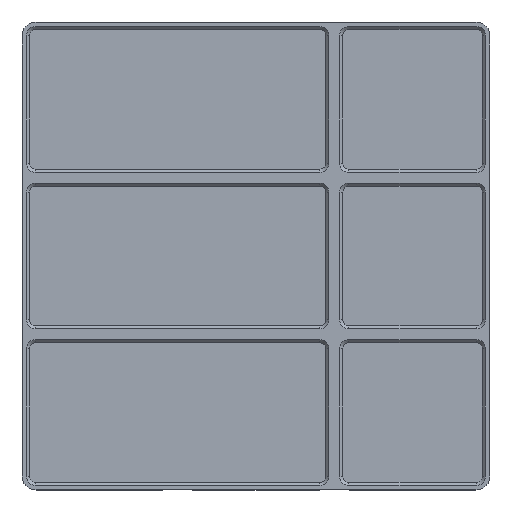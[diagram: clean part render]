
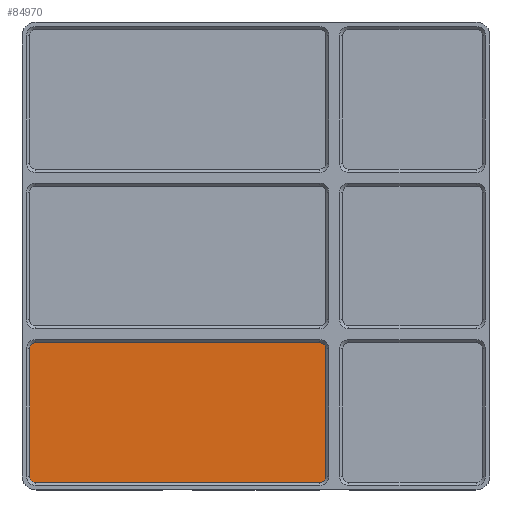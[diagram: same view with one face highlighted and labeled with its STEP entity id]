
A CAD part, top view. The second image highlights one B-rep face of the part: STEP entity #84970.
In plain terms, the highlighted planar face has unit normal (0, 0, 1).
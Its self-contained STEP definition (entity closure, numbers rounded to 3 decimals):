
#15400=CARTESIAN_POINT('',(170.25,171.85,7.));
#15410=VERTEX_POINT('',#15400);
#15440=CARTESIAN_POINT('',(171.85,171.85,7.));
#15450=DIRECTION('',(0.,0.,-1.));
#15460=DIRECTION('',(1.,0.,0.));
#15470=AXIS2_PLACEMENT_3D('',#15440,#15450,#15460);
#15480=CIRCLE('',#15470,1.6);
#15490=CARTESIAN_POINT('',(171.85,170.25,7.));
#15500=VERTEX_POINT('',#15490);
#15510=EDGE_CURVE('',#15500,#15410,#15480,.T.);
#82880=CARTESIAN_POINT('',(171.85,207.75,7.));
#82890=VERTEX_POINT('',#82880);
#82920=CARTESIAN_POINT('',(171.85,206.15,7.));
#82930=DIRECTION('',(0.,0.,-1.));
#82940=DIRECTION('',(1.,0.,0.));
#82950=AXIS2_PLACEMENT_3D('',#82920,#82930,#82940);
#82960=CIRCLE('',#82950,1.6);
#82970=CARTESIAN_POINT('',(170.25,206.15,7.));
#82980=VERTEX_POINT('',#82970);
#82990=EDGE_CURVE('',#82980,#82890,#82960,.T.);
#84210=CARTESIAN_POINT('',(249.75,206.15,7.));
#84220=VERTEX_POINT('',#84210);
#84250=CARTESIAN_POINT('',(248.15,206.15,7.));
#84260=DIRECTION('',(0.,0.,-1.));
#84270=DIRECTION('',(1.,0.,0.));
#84280=AXIS2_PLACEMENT_3D('',#84250,#84260,#84270);
#84290=CIRCLE('',#84280,1.6);
#84300=CARTESIAN_POINT('',(248.15,207.75,7.));
#84310=VERTEX_POINT('',#84300);
#84320=EDGE_CURVE('',#84310,#84220,#84290,.T.);
#84520=CARTESIAN_POINT('',(231.,189.,7.));
#84530=DIRECTION('',(0.,0.,1.));
#84540=DIRECTION('',(-1.,0.,0.));
#84550=AXIS2_PLACEMENT_3D('',#84520,#84530,#84540);
#84560=PLANE('',#84550);
#84570=CARTESIAN_POINT('',(248.15,171.85,7.));
#84580=DIRECTION('',(0.,0.,-1.));
#84590=DIRECTION('',(1.,0.,0.));
#84600=AXIS2_PLACEMENT_3D('',#84570,#84580,#84590);
#84610=CIRCLE('',#84600,1.6);
#84620=CARTESIAN_POINT('',(249.75,171.85,7.));
#84630=VERTEX_POINT('',#84620);
#84640=CARTESIAN_POINT('',(248.15,170.25,7.));
#84650=VERTEX_POINT('',#84640);
#84660=EDGE_CURVE('',#84630,#84650,#84610,.T.);
#84670=ORIENTED_EDGE('',*,*,#84660,.F.);
#84680=CARTESIAN_POINT('',(205.,170.25,7.));
#84690=DIRECTION('',(-1.,0.,0.));
#84700=VECTOR('',#84690,1.);
#84710=LINE('',#84680,#84700);
#84720=EDGE_CURVE('',#84650,#15500,#84710,.T.);
#84730=ORIENTED_EDGE('',*,*,#84720,.F.);
#84740=ORIENTED_EDGE('',*,*,#15510,.F.);
#84750=CARTESIAN_POINT('',(170.25,173.,7.));
#84760=DIRECTION('',(0.,1.,0.));
#84770=VECTOR('',#84760,1.);
#84780=LINE('',#84750,#84770);
#84790=EDGE_CURVE('',#15410,#82980,#84780,.T.);
#84800=ORIENTED_EDGE('',*,*,#84790,.F.);
#84810=ORIENTED_EDGE('',*,*,#82990,.F.);
#84820=CARTESIAN_POINT('',(215.,207.75,7.));
#84830=DIRECTION('',(1.,0.,0.));
#84840=VECTOR('',#84830,1.);
#84850=LINE('',#84820,#84840);
#84860=EDGE_CURVE('',#82890,#84310,#84850,.T.);
#84870=ORIENTED_EDGE('',*,*,#84860,.F.);
#84880=ORIENTED_EDGE('',*,*,#84320,.F.);
#84890=CARTESIAN_POINT('',(249.75,0.,7.));
#84900=DIRECTION('',(0.,1.,0.));
#84910=VECTOR('',#84900,1.);
#84920=LINE('',#84890,#84910);
#84930=EDGE_CURVE('',#84630,#84220,#84920,.T.);
#84940=ORIENTED_EDGE('',*,*,#84930,.T.);
#84950=EDGE_LOOP('',(#84940,#84880,#84870,#84810,#84800,#84740,#84730,
#84670));
#84960=FACE_OUTER_BOUND('',#84950,.T.);
#84970=ADVANCED_FACE('',(#84960),#84560,.T.);
